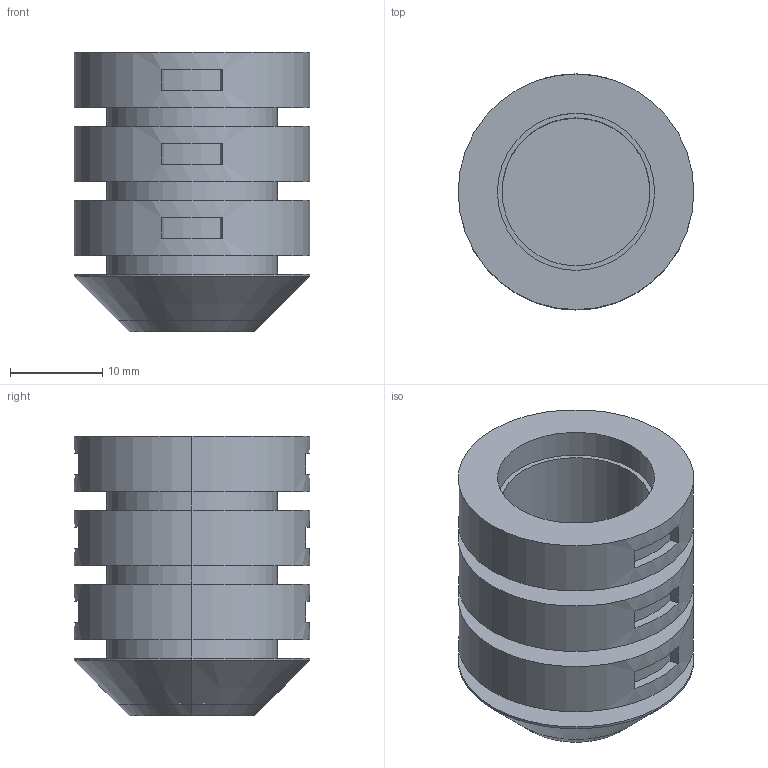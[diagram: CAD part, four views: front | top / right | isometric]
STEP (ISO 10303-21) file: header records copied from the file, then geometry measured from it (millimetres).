
FILE_DESCRIPTION (( 'STEP AP203' ), '1' );
FILE_NAME ('Tarot Landing Gear Foot Endcap (BLACK)_Default_sldprt.STEP', '2017-11-29T20:51:51', ( '' ), ( '' ), 'SwSTEP 2.0', 'SolidWorks 2017', '' );
FILE_SCHEMA (( 'CONFIG_CONTROL_DESIGN' ));
Length unit declared in the file: millimetre
Products named in the file (1): Tarot Landing Gear Foot Endcap (BLACK)_Default_sldprt
Bounding box: 25.5 x 25.5 x 30.25 mm (x, y, z)
Volume: 6786.5 mm3; surface area: 5999.8 mm2
Topology: 1 solids, 1 shells, 60 faces, 130 edges, 86 vertices
Faces by surface type: plane 34, cylinder 24, cone 2
Entity records: 1737 total; most frequent: DIRECTION 314, CARTESIAN_POINT 277, ORIENTED_EDGE 260, EDGE_CURVE 130, AXIS2_PLACEMENT_3D 123, VERTEX_POINT 86, EDGE_LOOP 74, LINE 68
